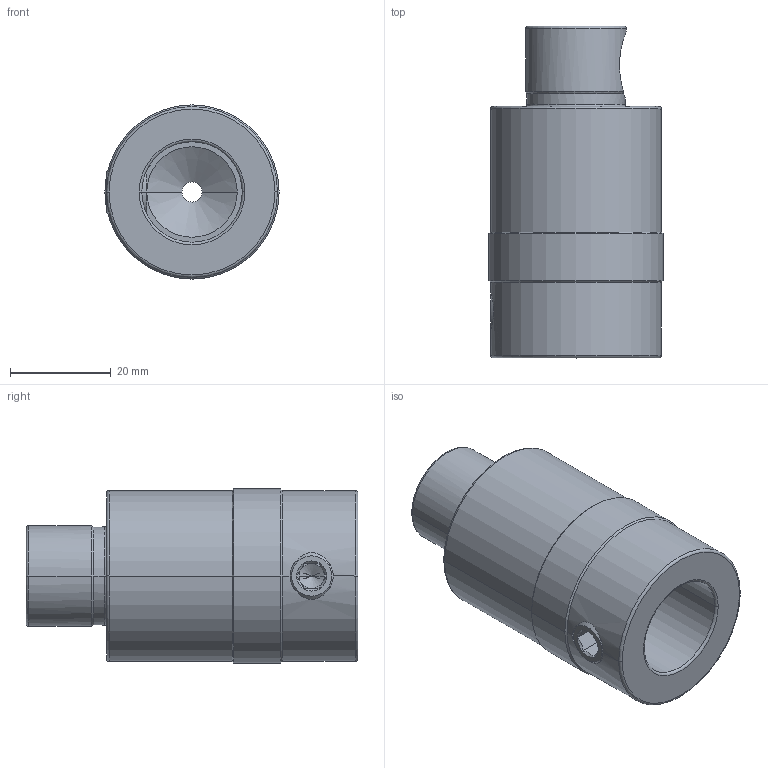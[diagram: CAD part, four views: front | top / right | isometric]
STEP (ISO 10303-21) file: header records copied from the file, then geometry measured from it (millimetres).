
FILE_DESCRIPTION((''),'2;1');
FILE_NAME('42250-50','2021-06-15T10:42:19',('046'),(''),'CREO PARAMETRIC BY PTC INC, 2019352','CREO PARAMETRIC BY PTC INC, 2019352','');
FILE_SCHEMA(('CONFIG_CONTROL_DESIGN'));
Length unit declared in the file: millimetre
Products named in the file (1): 42250-50
Bounding box: 34.65 x 66 x 34.65 mm (x, y, z)
Volume: 37776.1 mm3; surface area: 11037.6 mm2
Topology: 1 solids, 1 shells, 74 faces, 170 edges, 101 vertices
Faces by surface type: cylinder 24, cone 21, plane 17, torus 12
Entity records: 2392 total; most frequent: CARTESIAN_POINT 675, DIRECTION 372, ORIENTED_EDGE 336, EDGE_CURVE 168, AXIS2_PLACEMENT_3D 156, VERTEX_POINT 101, CIRCLE 82, EDGE_LOOP 81
